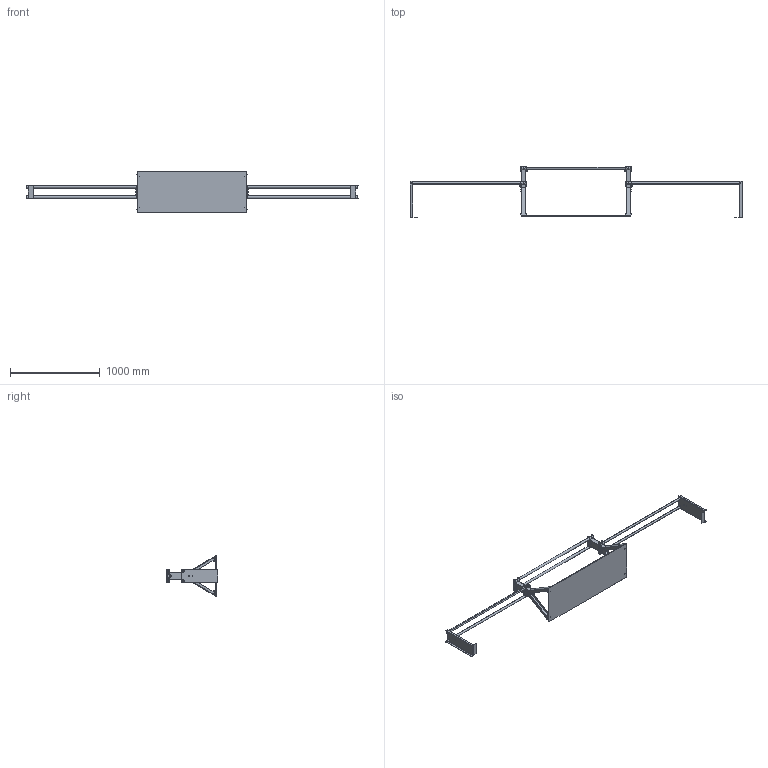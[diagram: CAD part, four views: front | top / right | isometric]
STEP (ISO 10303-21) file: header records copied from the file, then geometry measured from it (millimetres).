
FILE_DESCRIPTION (( 'STEP AP214' ), '1' );
FILE_NAME ('am-4058 LR20 Field Divider.STEP', '2019-05-08T14:54:00', ( '' ), ( '' ), 'SwSTEP 2.0', 'SolidWorks 2019', '' );
FILE_SCHEMA (( 'AUTOMOTIVE_DESIGN' ));
Length unit declared in the file: inch
Products named in the file (17): Split Y Tower Assy; Outer Pipe; Split Y Tower r0; 10-32 Nylock Jam Nut_90633A411; 10-32 x 3.000 SHCS_90128A969; Power Line Double End Cap Final; 10-32 Nylock Nut 1_90631A411; Center Pipe; Lower Tower Bracket - Production1; Split Y Tower Brace; Book End r2 Sheet Metal; am-1226 steel rivet 1875 125-250 grip; 18x48 Floor Plate; 10-32x2250_shcs_HX-SHCS 0.19-32x1.375x1-C; Power Line Double Support Final; am-4058 LR20 Field Divider
Assembly tree (77 placements, depth 3):
  am-4058 LR20 Field Divider
    Split Y Tower Assy
      Split Y Tower r0
      Split Y Tower Brace  x2
      Power Line Double Support Final  x2
      Power Line Double End Cap Final  x2
      am-1226 steel rivet 1875 125-250 grip  x8
      10-32 x 3.000 SHCS_90128A969  x6
      10-32 Nylock Nut 1_90631A411  x6
    Split Y Tower Assy
      Split Y Tower r0
      Split Y Tower Brace  x2
      Power Line Double Support Final  x2
      Power Line Double End Cap Final  x2
      am-1226 steel rivet 1875 125-250 grip  x8
      10-32 x 3.000 SHCS_90128A969  x6
      10-32 Nylock Nut 1_90631A411  x6
    Center Pipe  x2
    18x48 Floor Plate
    Outer Pipe  x4
    Lower Tower Bracket - Production1  x4
    10-32x2250_shcs_HX-SHCS 0.19-32x1.375x1-C  x4
    10-32 Nylock Jam Nut_90633A411  x4
    Book End r2 Sheet Metal  x2
Bounding box: 3689.35 x 577.45 x 457.2 mm (x, y, z)
Volume: 9918131.8 mm3; surface area: 3507664.7 mm2
Topology: 91 solids, 91 shells, 5500 faces, 13800 edges, 8376 vertices
Faces by surface type: cylinder 3004, plane 976, cone 948, torus 388, sphere 128, bspline 56
Entity records: 36550 total; most frequent: CARTESIAN_POINT 13655, DIRECTION 4741, ORIENTED_EDGE 4588, EDGE_CURVE 2294, AXIS2_PLACEMENT_3D 1880, VERTEX_POINT 1394, EDGE_LOOP 1046, LINE 981
